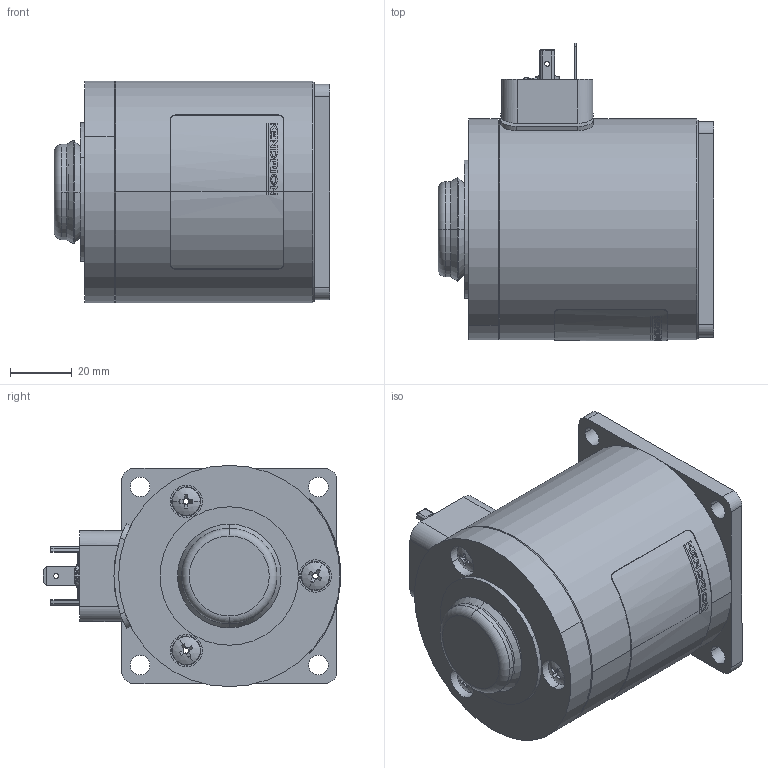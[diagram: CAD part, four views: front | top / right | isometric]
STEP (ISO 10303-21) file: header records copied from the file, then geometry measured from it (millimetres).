
FILE_DESCRIPTION (( 'STEP AP214' ), '1' );
FILE_NAME ('Einfachhub-Steuermagnet -41070030-external.STEP', '2021-09-29T09:53:22', ( '' ), ( '' ), 'SwSTEP 2.0', 'SolidWorks 2018', '' );
FILE_SCHEMA (( 'AUTOMOTIVE_DESIGN' ));
Length unit declared in the file: millimetre
Products named in the file (1): Einfachhub-Steuermagnet -41070030-external
Bounding box: 89.7 x 96.75 x 72 mm (x, y, z)
Surface area: 43660.9 mm2 (no closed solid volume)
Topology: 0 solids, 30 shells, 359 faces, 1192 edges, 847 vertices
Faces by surface type: plane 184, cylinder 96, cone 45, bspline 14, torus 14, sphere 6
Entity records: 19504 total; most frequent: CARTESIAN_POINT 5280, DIRECTION 2167, ORIENTED_EDGE 1905, EDGE_CURVE 1192, VERTEX_POINT 847, AXIS2_PLACEMENT_3D 787, VECTOR 593, LINE 593
